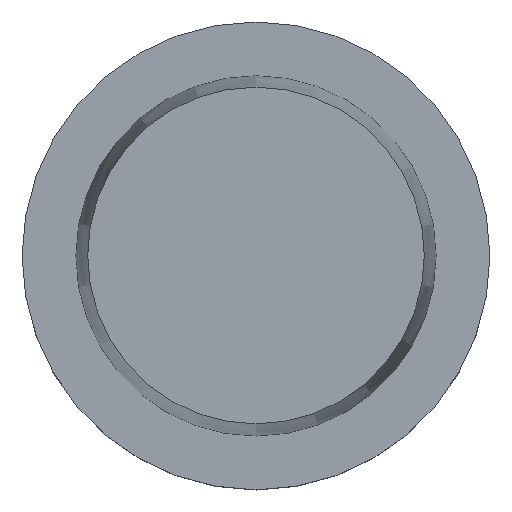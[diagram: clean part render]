
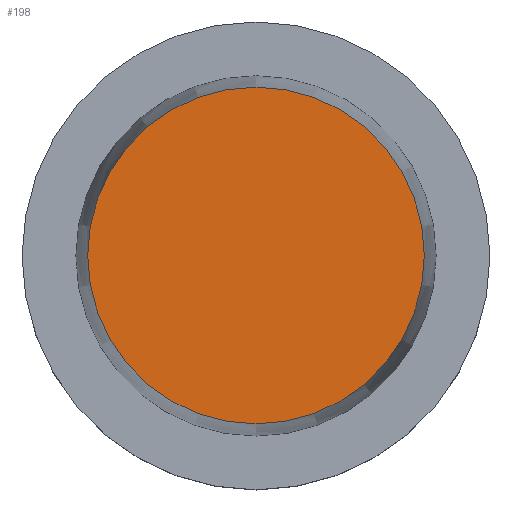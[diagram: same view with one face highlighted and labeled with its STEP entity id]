
A CAD part, top view. The second image highlights one B-rep face of the part: STEP entity #198.
In plain terms, the highlighted planar face has unit normal (0, 0, 1).
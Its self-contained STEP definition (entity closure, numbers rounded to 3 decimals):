
#111=EDGE_CURVE('Unnamed[1]',#274,#274,#275,.T.);
#198=ADVANCED_FACE('Unnamed[1]',(#411),#412,.T.);
#274=VERTEX_POINT('',#492);
#275=CIRCLE('',#493,44.978);
#411=FACE_OUTER_BOUND('',#664,.T.);
#412=PLANE('',#665);
#492=CARTESIAN_POINT('',(0.,44.978,63.));
#493=AXIS2_PLACEMENT_3D('',#731,#732,#733);
#664=EDGE_LOOP('',(#884));
#665=AXIS2_PLACEMENT_3D('',#885,#886,#887);
#731=CARTESIAN_POINT('',(0.,0.,63.));
#732=DIRECTION('',(0.,0.,-1.0));
#733=DIRECTION('',(0.,1.0,0.));
#884=ORIENTED_EDGE('',*,*,#111,.F.);
#885=CARTESIAN_POINT('',(0.,22.489,63.));
#886=DIRECTION('',(0.,0.,1.0));
#887=DIRECTION('',(0.,-1.0,0.));
